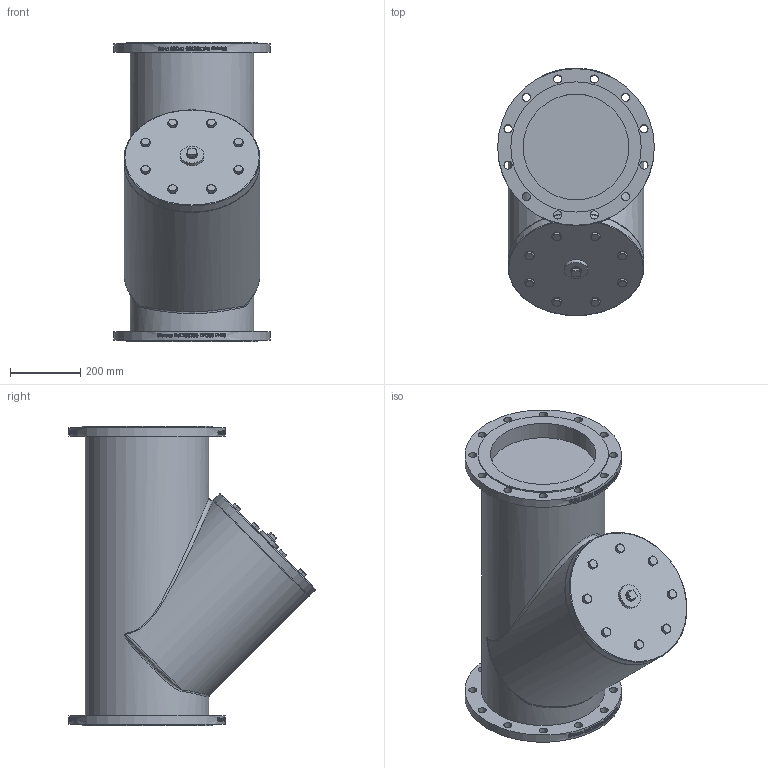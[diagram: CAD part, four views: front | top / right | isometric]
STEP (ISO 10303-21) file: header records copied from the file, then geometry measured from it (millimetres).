
FILE_DESCRIPTION(/* description */ ('233300_PN10'),/* implementation_level */ '2;1');
FILE_NAME(/* name */ '233300_PN10.stp',/* time_stamp */ '2018-05-18T15:23:42+02:00',/* author */ ('jmorand'),/* organization */ ('Sferaco'),/* preprocessor_version */ 'ST-DEVELOPER v16.5',/* originating_system */ 'Autodesk Inventor 2017',/* authorisation */ '');
FILE_SCHEMA (('CONFIG_CONTROL_DESIGN'));
Length unit declared in the file: millimetre
Products named in the file (5): 233300_ens; 233300; 233300_chapeau; 233300_bouchon; AS 1110 - M16 x 40
Assembly tree (11 placements, depth 2):
  233300_ens
    233300
    233300_chapeau
    233300_bouchon
    AS 1110 - M16 x 40  x8
Bounding box: 445 x 702.09 x 850 mm (x, y, z)
Volume: 111551620.4 mm3; surface area: 2109870.1 mm2
Topology: 11 solids, 11 shells, 2106 faces, 5635 edges, 3719 vertices
Faces by surface type: bspline 1076, plane 741, cylinder 221, cone 64, torus 4
Full cylindrical faces by diameter (mm): 13.835 x8, 16 x8, 16.5 x8, 23 x24, 24 x8, 24.117 x1, 26.44 x1, 30 x1, 66.8 x1, 300 x2, 351.4 x1, 370 x2, 386 x1, 445 x2
Entity records: 90271 total; most frequent: CARTESIAN_POINT 46558, ORIENTED_EDGE 10412, DIRECTION 5614, EDGE_CURVE 5206, VERTEX_POINT 3503, LINE 2282, VECTOR 2282, EDGE_LOOP 2231
